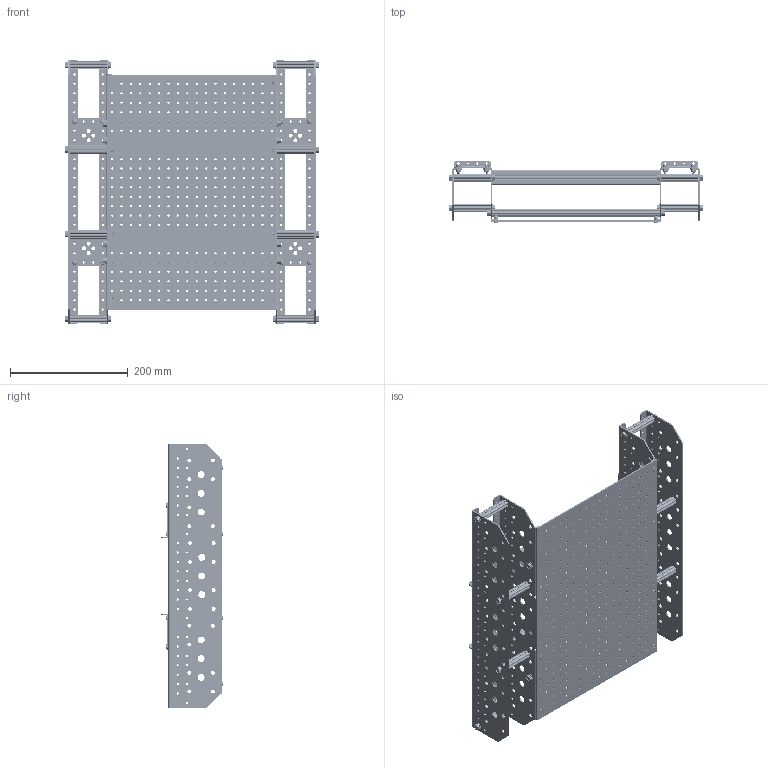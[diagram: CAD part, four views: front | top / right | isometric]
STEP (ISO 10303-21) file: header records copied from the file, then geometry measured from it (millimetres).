
FILE_DESCRIPTION (( 'STEP AP214' ), '1' );
FILE_NAME ('BTFNWNN TileRunner Frame Only.STEP', '2021-09-15T17:06:22', ( '' ), ( '' ), 'SwSTEP 2.0', 'SolidWorks 2021', '' );
FILE_SCHEMA (( 'AUTOMOTIVE_DESIGN' ));
Length unit declared in the file: inch
Products named in the file (12): 11.250in Peanut; BTFNWNN TileRunner Frame Only; FHTS 0.25-20-0.75_FHTS 0.25-20-G-0.75-C; 63mm Churro; 11.250in Churro; TileRunner 17 Half_Frame Only; TileRunner 17 4x4 Hole Bracket; 6-32 Nylock Nut_90631A007; TileRunner 17 Outside Plate; 6-32 x 0500 HHCS_93075A148; TileRunner 17 BellyPan; TileRunner 17 Inside Plate
Assembly tree (59 placements, depth 3):
  BTFNWNN TileRunner Frame Only
    TileRunner 17 Half_Frame Only  x2
      TileRunner 17 Inside Plate
      TileRunner 17 Outside Plate
      63mm Churro
      TileRunner 17 4x4 Hole Bracket
      11.250in Peanut
      11.250in Churro
      FHTS 0.25-20-0.75_FHTS 0.25-20-G-0.75-C
      6-32 Nylock Nut_90631A007
      6-32 x 0500 HHCS_93075A148
    TileRunner 17 BellyPan
    6-32 x 0500 HHCS_93075A148  x8
    6-32 Nylock Nut_90631A007  x8
Bounding box: 432.03 x 106.25 x 450.99 mm (x, y, z)
Volume: 922010.1 mm3; surface area: 928631.7 mm2
Topology: 121 solids, 121 shells, 6458 faces, 16644 edges, 10632 vertices
Faces by surface type: cylinder 3684, plane 1326, cone 1232, torus 144, bspline 72
Entity records: 65089 total; most frequent: CARTESIAN_POINT 13673, DIRECTION 11340, ORIENTED_EDGE 9934, EDGE_CURVE 4967, AXIS2_PLACEMENT_3D 4748, VERTEX_POINT 3280, EDGE_LOOP 3103, CIRCLE 2971
